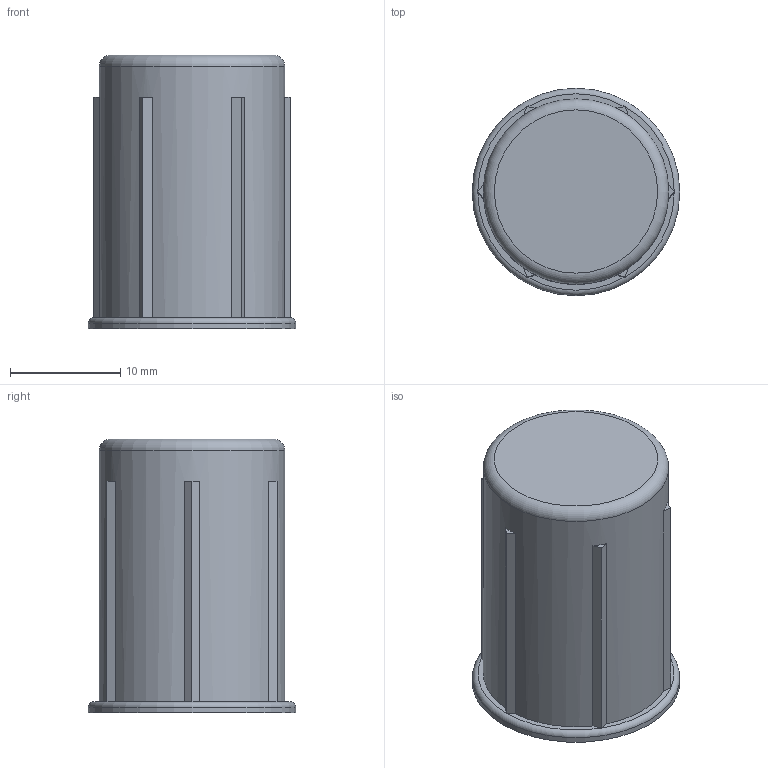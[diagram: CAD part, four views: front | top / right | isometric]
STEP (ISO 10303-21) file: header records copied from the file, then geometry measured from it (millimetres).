
FILE_DESCRIPTION(('STEP AP203'), '1');
FILE_NAME('part2', '', ('UNSPECIFIED'), ('UNSPECIFIED'), 'ASCON STEP Converter 1.6', 'ASCON Math Kernel', '');
FILE_SCHEMA(('CONFIG_CONTROL_DESIGN'));
Length unit declared in the file: millimetre
Bounding box: 18.8 x 18.8 x 24.8 mm (x, y, z)
Volume: 3586.7 mm3; surface area: 3539.3 mm2
Topology: 1 solids, 1 shells, 49 faces, 113 edges, 69 vertices
Faces by surface type: plane 37, cylinder 8, torus 2, cone 2
Full cylindrical faces by diameter (mm): 16.8 x1, 18.8 x1
Entity records: 1795 total; most frequent: CARTESIAN_POINT 252, DIRECTION 242, ORIENTED_EDGE 218, EDGE_CURVE 109, AXIS2_PLACEMENT_3D 87, VERTEX_POINT 69, LINE 68, VECTOR 68
